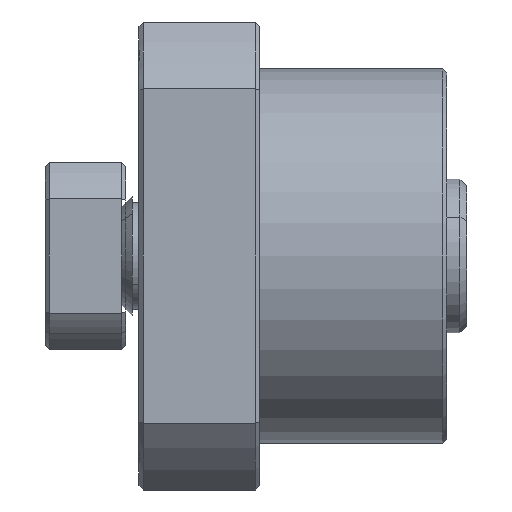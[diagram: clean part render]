
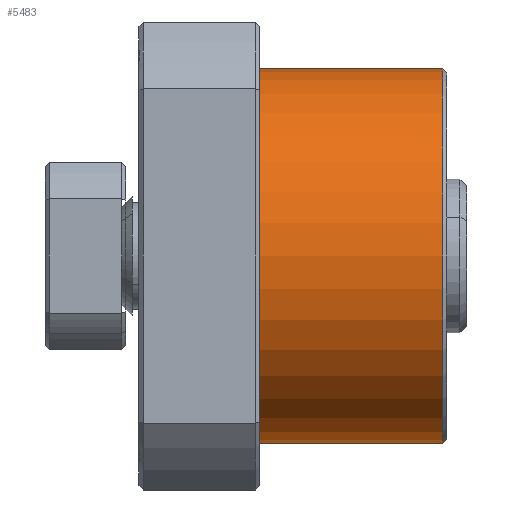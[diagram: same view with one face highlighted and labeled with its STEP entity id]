
A CAD part, front view. The second image highlights one B-rep face of the part: STEP entity #5483.
In plain terms, the highlighted cylindrical face has radius 14 mm (diameter 28 mm), a partial arc.
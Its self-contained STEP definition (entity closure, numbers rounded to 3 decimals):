
#3014=CARTESIAN_POINT('',(22.7,0.,-14.));
#3015=VERTEX_POINT('',#3014);
#3022=CARTESIAN_POINT('',(22.7,-0.,14.));
#3023=VERTEX_POINT('',#3022);
#3046=CARTESIAN_POINT('',(9.,0.,-14.));
#3047=VERTEX_POINT('',#3046);
#3048=CARTESIAN_POINT('',(22.7,0.,-14.));
#3049=DIRECTION('',(-1.,-0.,0.));
#3050=VECTOR('',#3049,13.7);
#3051=LINE('',#3048,#3050);
#3052=EDGE_CURVE('',#3015,#3047,#3051,.T.);
#3054=CARTESIAN_POINT('',(9.,-0.,14.));
#3055=VERTEX_POINT('',#3054);
#3063=CARTESIAN_POINT('',(22.7,0.,14.));
#3064=DIRECTION('',(-1.,0.,-0.));
#3065=VECTOR('',#3064,13.7);
#3066=LINE('',#3063,#3065);
#3067=EDGE_CURVE('',#3023,#3055,#3066,.T.);
#5456=CARTESIAN_POINT('',(9.,0.,0.));
#5457=DIRECTION('',(-1.,0.,0.));
#5458=DIRECTION('',(0.,0.,1.));
#5459=AXIS2_PLACEMENT_3D('',#5456,#5457,#5458);
#5460=CIRCLE('',#5459,14.);
#5461=EDGE_CURVE('',#3047,#3055,#5460,.T.);
#5466=CARTESIAN_POINT('',(-94.469,0.,0.));
#5467=DIRECTION('',(-1.,0.,0.));
#5468=DIRECTION('',(0.,0.,1.));
#5469=AXIS2_PLACEMENT_3D('',#5466,#5467,#5468);
#5470=CYLINDRICAL_SURFACE('',#5469,14.);
#5471=ORIENTED_EDGE('',*,*,#3052,.F.);
#5472=CARTESIAN_POINT('',(22.7,0.,0.));
#5473=DIRECTION('',(-1.,0.,0.));
#5474=DIRECTION('',(0.,0.,1.));
#5475=AXIS2_PLACEMENT_3D('',#5472,#5473,#5474);
#5476=CIRCLE('',#5475,14.);
#5477=EDGE_CURVE('',#3015,#3023,#5476,.T.);
#5478=ORIENTED_EDGE('',*,*,#5477,.T.);
#5479=ORIENTED_EDGE('',*,*,#3067,.T.);
#5480=ORIENTED_EDGE('',*,*,#5461,.F.);
#5481=EDGE_LOOP('',(#5471,#5478,#5479,#5480));
#5482=FACE_BOUND('',#5481,.T.);
#5483=ADVANCED_FACE('NONE',(#5482),#5470,.T.);
